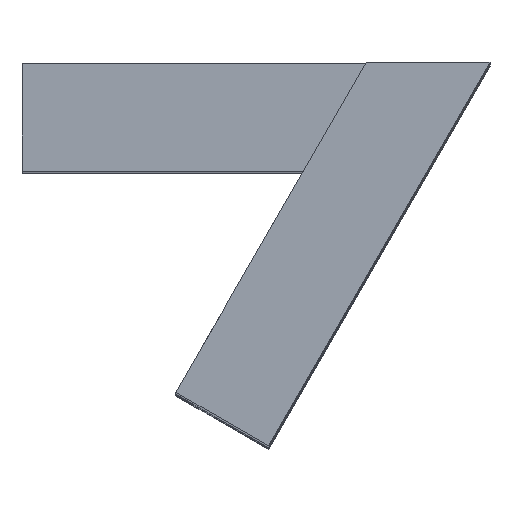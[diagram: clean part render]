
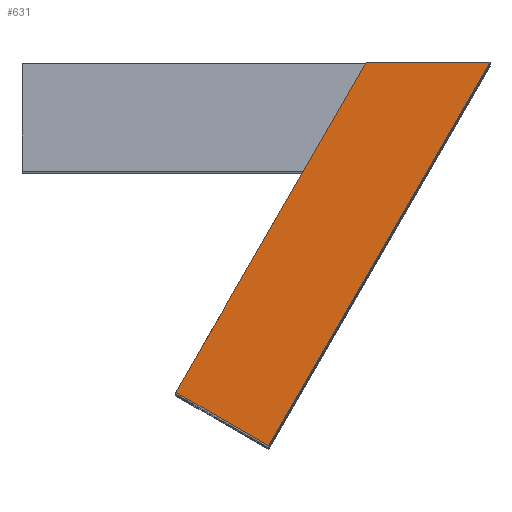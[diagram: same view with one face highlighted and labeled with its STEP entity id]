
A CAD part, top view. The second image highlights one B-rep face of the part: STEP entity #631.
In plain terms, the highlighted planar face has unit normal (0, 0, 1).
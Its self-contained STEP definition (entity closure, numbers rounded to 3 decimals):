
#25 = LINE ( 'NONE', #316, #320 ) ;
#43 = FACE_OUTER_BOUND ( 'NONE', #521, .T. ) ;
#101 = CARTESIAN_POINT ( 'NONE',  ( 0., 0., 40. ) ) ;
#104 = DIRECTION ( 'NONE',  ( 0.866, -0.5, 0. ) ) ;
#106 = VERTEX_POINT ( 'NONE', #365 ) ;
#127 = ORIENTED_EDGE ( 'NONE', *, *, #678, .T. ) ;
#128 = LINE ( 'NONE', #871, #471 ) ;
#161 = EDGE_CURVE ( 'NONE', #338, #440, #878, .T. ) ;
#214 = DIRECTION ( 'NONE',  ( 0.5, 0.866, 0. ) ) ;
#222 = CARTESIAN_POINT ( 'NONE',  ( 1.819, 7.15, 40. ) ) ;
#231 = DIRECTION ( 'NONE',  ( -1., 0., 0. ) ) ;
#264 = CARTESIAN_POINT ( 'NONE',  ( 0., 0., 40. ) ) ;
#316 = CARTESIAN_POINT ( 'NONE',  ( 0., 0., 40. ) ) ;
#320 = VECTOR ( 'NONE', #104, 1000. ) ;
#322 = ORIENTED_EDGE ( 'NONE', *, *, #739, .T. ) ;
#338 = VERTEX_POINT ( 'NONE', #687 ) ;
#349 = VERTEX_POINT ( 'NONE', #101 ) ;
#365 = CARTESIAN_POINT ( 'NONE',  ( -1.732, 1., 40. ) ) ;
#440 = VERTEX_POINT ( 'NONE', #637 ) ;
#471 = VECTOR ( 'NONE', #214, 1000. ) ;
#521 = EDGE_LOOP ( 'NONE', ( #793, #127, #837, #322 ) ) ;
#523 = VECTOR ( 'NONE', #231, 1000. ) ;
#607 = VECTOR ( 'NONE', #636, 1000. ) ;
#631 = ADVANCED_FACE ( 'NONE', ( #43 ), #832, .F. ) ;
#636 = DIRECTION ( 'NONE',  ( -0.5, -0.866, 0. ) ) ;
#637 = CARTESIAN_POINT ( 'NONE',  ( 1.819, 7.15, 40. ) ) ;
#640 = CARTESIAN_POINT ( 'NONE',  ( -1.732, 1., 40. ) ) ;
#649 = EDGE_CURVE ( 'NONE', #106, #349, #25, .T. ) ;
#678 = EDGE_CURVE ( 'NONE', #440, #106, #790, .T. ) ;
#679 = DIRECTION ( 'NONE',  ( -1., 0., 0. ) ) ;
#687 = CARTESIAN_POINT ( 'NONE',  ( 4.128, 7.15, 40. ) ) ;
#739 = EDGE_CURVE ( 'NONE', #349, #338, #128, .T. ) ;
#790 = LINE ( 'NONE', #640, #607 ) ;
#793 = ORIENTED_EDGE ( 'NONE', *, *, #161, .T. ) ;
#832 = PLANE ( 'NONE',  #912 ) ;
#837 = ORIENTED_EDGE ( 'NONE', *, *, #649, .T. ) ;
#845 = DIRECTION ( 'NONE',  ( 0., 0., -1. ) ) ;
#871 = CARTESIAN_POINT ( 'NONE',  ( 4.128, 7.15, 40. ) ) ;
#878 = LINE ( 'NONE', #222, #523 ) ;
#912 = AXIS2_PLACEMENT_3D ( 'NONE', #264, #845, #679 ) ;
